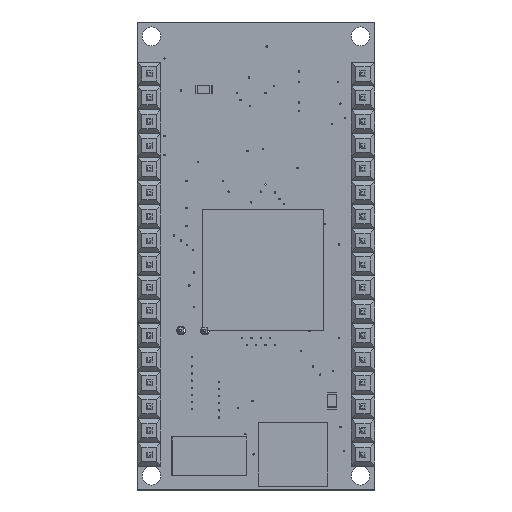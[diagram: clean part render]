
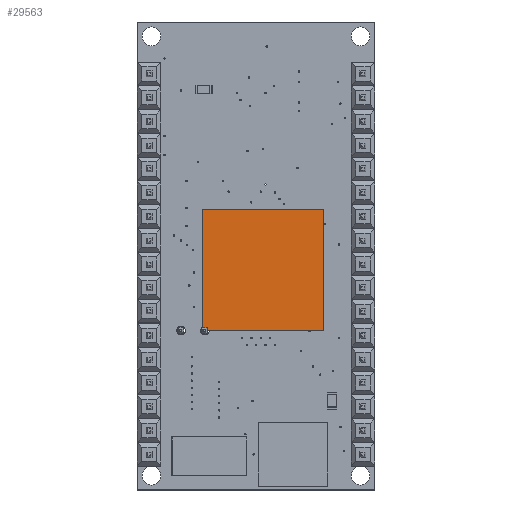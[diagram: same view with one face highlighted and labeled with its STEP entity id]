
A CAD part, top view. The second image highlights one B-rep face of the part: STEP entity #29563.
In plain terms, the highlighted planar face has unit normal (0, 0, 1).
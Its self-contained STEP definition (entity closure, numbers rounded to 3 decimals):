
#1932=PLANE('',#32407);
#3436=FACE_OUTER_BOUND('',#5587,.T.);
#5587=EDGE_LOOP('',(#21998,#21999,#22000,#22001));
#7569=LINE('',#44406,#10837);
#7570=LINE('',#44408,#10838);
#7571=LINE('',#44410,#10839);
#7572=LINE('',#44411,#10840);
#10837=VECTOR('',#35824,10.);
#10838=VECTOR('',#35825,10.);
#10839=VECTOR('',#35826,10.);
#10840=VECTOR('',#35827,10.);
#14976=VERTEX_POINT('',#44404);
#14977=VERTEX_POINT('',#44405);
#14978=VERTEX_POINT('',#44407);
#14979=VERTEX_POINT('',#44409);
#17485=EDGE_CURVE('',#14976,#14977,#7569,.T.);
#17486=EDGE_CURVE('',#14977,#14978,#7570,.T.);
#17487=EDGE_CURVE('',#14978,#14979,#7571,.T.);
#17488=EDGE_CURVE('',#14979,#14976,#7572,.T.);
#21998=ORIENTED_EDGE('',*,*,#17485,.T.);
#21999=ORIENTED_EDGE('',*,*,#17486,.T.);
#22000=ORIENTED_EDGE('',*,*,#17487,.T.);
#22001=ORIENTED_EDGE('',*,*,#17488,.T.);
#29563=ADVANCED_FACE('',(#3436),#1932,.T.);
#32407=AXIS2_PLACEMENT_3D('',#44403,#35822,#35823);
#35822=DIRECTION('center_axis',(0.,0.,1.));
#35823=DIRECTION('ref_axis',(1.,0.,0.));
#35824=DIRECTION('',(0.,1.,0.));
#35825=DIRECTION('',(-1.,0.,0.));
#35826=DIRECTION('',(0.,-1.,0.));
#35827=DIRECTION('',(1.,0.,0.));
#44403=CARTESIAN_POINT('Origin',(0.,0.,0.1));
#44404=CARTESIAN_POINT('',(6.5,-6.5,0.1));
#44405=CARTESIAN_POINT('',(6.5,6.5,0.1));
#44406=CARTESIAN_POINT('',(6.5,0.,0.1));
#44407=CARTESIAN_POINT('',(-6.5,6.5,0.1));
#44408=CARTESIAN_POINT('',(0.,6.5,0.1));
#44409=CARTESIAN_POINT('',(-6.5,-6.5,0.1));
#44410=CARTESIAN_POINT('',(-6.5,0.,0.1));
#44411=CARTESIAN_POINT('',(0.,-6.5,0.1));
